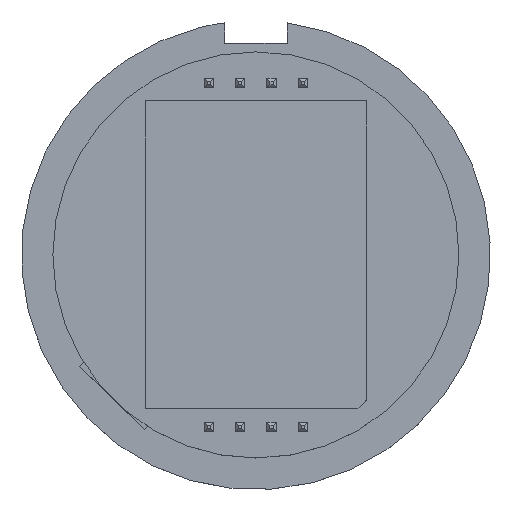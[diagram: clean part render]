
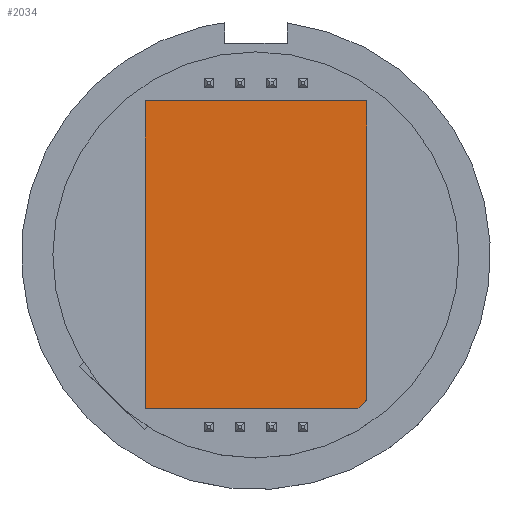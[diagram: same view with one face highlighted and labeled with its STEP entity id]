
A CAD part, top view. The second image highlights one B-rep face of the part: STEP entity #2034.
In plain terms, the highlighted planar face has unit normal (0, 0, 1).
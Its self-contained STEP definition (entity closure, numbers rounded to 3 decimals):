
#1679=CARTESIAN_POINT('Vertex',(-9.,-12.5,8.36)) ;
#1682=CARTESIAN_POINT('Line Origine',(-9.,0.,8.36)) ;
#1686=CARTESIAN_POINT('Vertex',(-9.,12.5,8.36)) ;
#1766=CARTESIAN_POINT('Vertex',(8.293,-12.5,8.36)) ;
#1769=CARTESIAN_POINT('Line Origine',(-0.354,-12.5,8.36)) ;
#1825=CARTESIAN_POINT('Vertex',(9.,-11.793,8.36)) ;
#1828=CARTESIAN_POINT('Line Origine',(8.646,-12.146,8.36)) ;
#1912=CARTESIAN_POINT('Vertex',(9.,12.5,8.36)) ;
#1915=CARTESIAN_POINT('Line Origine',(9.,0.354,8.36)) ;
#2017=CARTESIAN_POINT('Axis2P3D Location',(0.,0.,8.36)) ;
#2022=CARTESIAN_POINT('Line Origine',(0.,12.5,8.36)) ;
#1683=DIRECTION('Vector Direction',(0.,1.,0.)) ;
#1770=DIRECTION('Vector Direction',(-1.,0.,0.)) ;
#1829=DIRECTION('Vector Direction',(-0.707,-0.707,0.)) ;
#1916=DIRECTION('Vector Direction',(0.,-1.,0.)) ;
#2018=DIRECTION('Axis2P3D Direction',(0.,0.,1.)) ;
#2019=DIRECTION('Axis2P3D XDirection',(1.,0.,0.)) ;
#2023=DIRECTION('Vector Direction',(1.,0.,0.)) ;
#2020=AXIS2_PLACEMENT_3D('Plane Axis2P3D',#2017,#2018,#2019) ;
#2028=ORIENTED_EDGE('',*,*,#2026,.T.) ;
#2029=ORIENTED_EDGE('',*,*,#1688,.T.) ;
#2030=ORIENTED_EDGE('',*,*,#1773,.T.) ;
#2031=ORIENTED_EDGE('',*,*,#1832,.T.) ;
#2032=ORIENTED_EDGE('',*,*,#1919,.T.) ;
#1684=VECTOR('Line Direction',#1683,1.) ;
#1771=VECTOR('Line Direction',#1770,1.) ;
#1830=VECTOR('Line Direction',#1829,1.) ;
#1917=VECTOR('Line Direction',#1916,1.) ;
#2024=VECTOR('Line Direction',#2023,1.) ;
#2034=ADVANCED_FACE('PartBody',(#2033),#2021,.T.) ;
#1688=EDGE_CURVE('',#1687,#1680,#1685,.F.) ;
#1773=EDGE_CURVE('',#1680,#1767,#1772,.F.) ;
#1832=EDGE_CURVE('',#1767,#1826,#1831,.F.) ;
#1919=EDGE_CURVE('',#1826,#1913,#1918,.F.) ;
#2026=EDGE_CURVE('',#1913,#1687,#2025,.F.) ;
#2027=EDGE_LOOP('',(#2028,#2029,#2030,#2031,#2032)) ;
#2033=FACE_OUTER_BOUND('',#2027,.T.) ;
#1685=LINE('Line',#1682,#1684) ;
#1772=LINE('Line',#1769,#1771) ;
#1831=LINE('Line',#1828,#1830) ;
#1918=LINE('Line',#1915,#1917) ;
#2025=LINE('Line',#2022,#2024) ;
#2021=PLANE('Plane',#2020) ;
#1680=VERTEX_POINT('',#1679) ;
#1687=VERTEX_POINT('',#1686) ;
#1767=VERTEX_POINT('',#1766) ;
#1826=VERTEX_POINT('',#1825) ;
#1913=VERTEX_POINT('',#1912) ;
